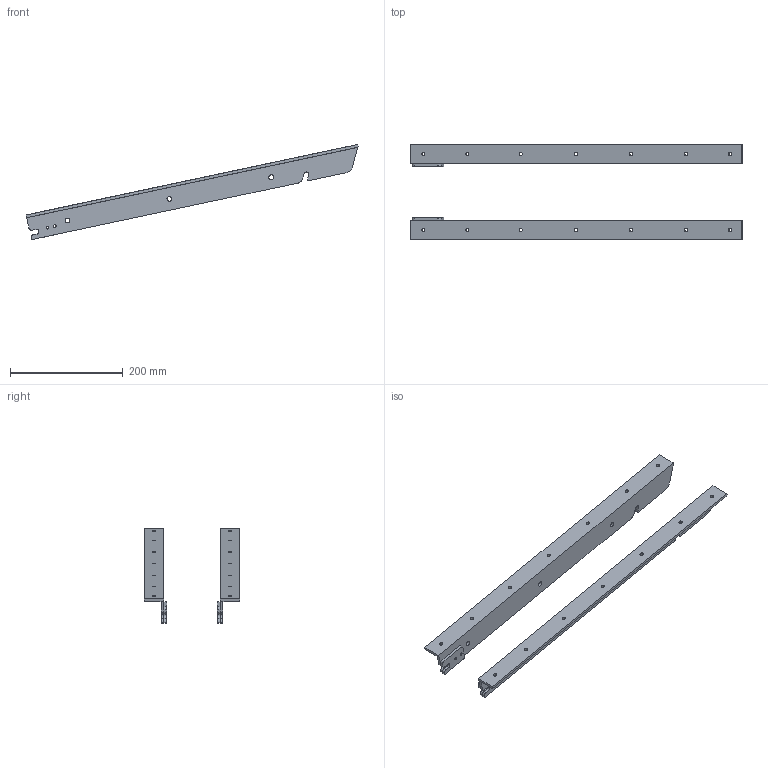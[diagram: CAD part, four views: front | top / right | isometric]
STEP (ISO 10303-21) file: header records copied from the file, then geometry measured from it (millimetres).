
FILE_DESCRIPTION(('HOOPS Exchange Step'),'2;1');
FILE_NAME('temp_export','2022-12-21T13:49:23+01:00',('mobile'),('Shapr3D Limited'),'HOOPS Exchange 2022.1','Shapr3D','Authorized');
FILE_SCHEMA( ('AUTOMOTIVE_DESIGN { 1 0 10303 214 1 1 1 1 }') );
Length unit declared in the file: millimetre
Products named in the file (5): Ordner 13; Ordner 12; Ordner 08; Ordner 10; root
Assembly tree (4 placements, depth 3):
  root
    Ordner 10
      Ordner 13
      Ordner 12
      Ordner 08
Bounding box: 589.89 x 170 x 168.71 mm (x, y, z)
Volume: 453212.6 mm3; surface area: 199846.7 mm2
Topology: 4 solids, 4 shells, 116 faces, 332 edges, 224 vertices
Faces by surface type: cylinder 76, plane 40
Full cylindrical faces by diameter (mm): 5 x8, 6 x14, 8.5 x6
Entity records: 4120 total; most frequent: DIRECTION 736, CARTESIAN_POINT 677, ORIENTED_EDGE 664, EDGE_CURVE 332, AXIS2_PLACEMENT_3D 283, VERTEX_POINT 224, EDGE_LOOP 172, FACE_BOUND 172
